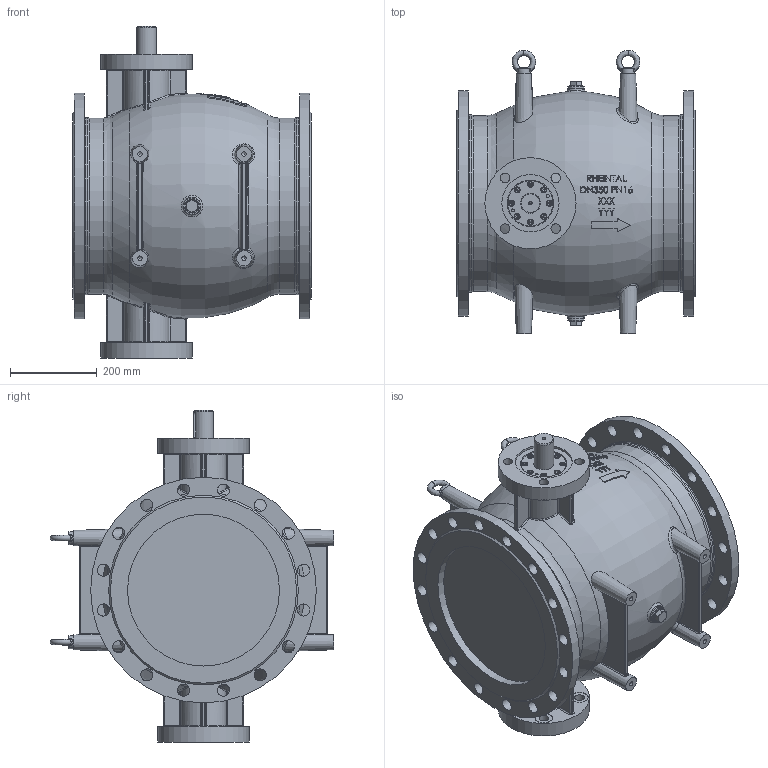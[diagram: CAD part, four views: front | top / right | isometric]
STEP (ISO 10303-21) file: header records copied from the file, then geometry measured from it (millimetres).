
FILE_DESCRIPTION (( 'STEP AP214' ), '1' );
FILE_NAME ('DN350PN16 ASSEMBLY PLUNGER.STEP', '2026-04-04T03:57:36', ( '' ), ( '' ), 'SwSTEP 2.0', 'SolidWorks 2025', '' );
FILE_SCHEMA (( 'AUTOMOTIVE_DESIGN' ));
Length unit declared in the file: millimetre
Products named in the file (9): DN350PN16 ASSEMBLY PLUNGER; Stem.STEP; DN350PN16 ASSEMBLY.STEP; BODY DN 350 PN 16 FINAL_03_machined.STEP; 8 DN 200 Drin Plug.STEP; Gland.STEP; NDE cover.STEP; B18.3.1M - 8 x 1.25 x 20 Hex SHCS -- 20NHX_B18.3.1M - 8 x 1.25 x 20 Hex SHCS -- 20NHX.STEP; Eyebolt DIN 358-M12-C_Eyebolt DIN 358-M12-C.STEP
Assembly tree (28 placements, depth 3):
  DN350PN16 ASSEMBLY PLUNGER
    DN350PN16 ASSEMBLY.STEP
      BODY DN 350 PN 16 FINAL_03_machined.STEP
      Stem.STEP
      NDE cover.STEP
      Gland.STEP
      Eyebolt DIN 358-M12-C_Eyebolt DIN 358-M12-C.STEP  x4
      B18.3.1M - 8 x 1.25 x 20 Hex SHCS -- 20NHX_B18.3.1M - 8 x 1.25 x 20 Hex SHCS -- 20NHX.STEP  x16
      8 DN 200 Drin Plug.STEP  x3
Bounding box: 550 x 653 x 765 mm (x, y, z)
Volume: 96650740.4 mm3; surface area: 2206404.8 mm2
Topology: 27 solids, 27 shells, 1403 faces, 3297 edges, 2040 vertices
Faces by surface type: plane 602, cylinder 283, bspline 184, torus 157, cone 145, sphere 32
Full cylindrical faces by diameter (mm): 4.2 x1, 6.8 x22, 8 x18, 9 x16, 9.4 x4, 10.2 x8, 12 x4, 13 x16, 14 x16, 17.856 x2, 22 x8, 28 x32, 30 x7, 32 x3, 33 x3, 39 x3, 40 x8, 45 x1, 45.1 x3, 49.7 x2, 50 x1, 52 x1, 60 x2, 61.5 x2, 69.9 x4, 70 x2, 105 x2, 107 x2, 132 x2, 210 x2
Entity records: 50309 total; most frequent: CARTESIAN_POINT 30278, ORIENTED_EDGE 3888, DIRECTION 3746, EDGE_CURVE 1944, AXIS2_PLACEMENT_3D 1657, EDGE_LOOP 1450, VERTEX_POINT 1348, FACE_OUTER_BOUND 1162
